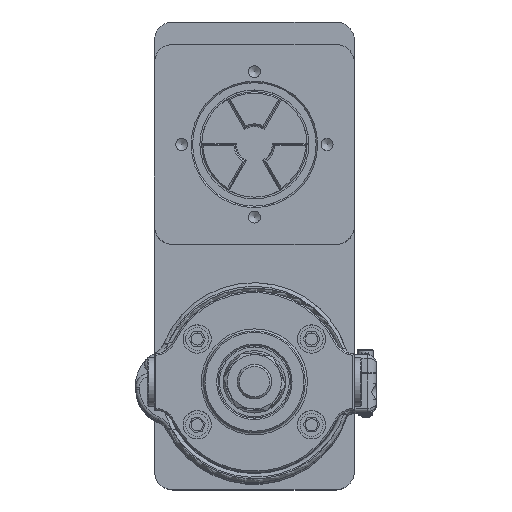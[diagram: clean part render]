
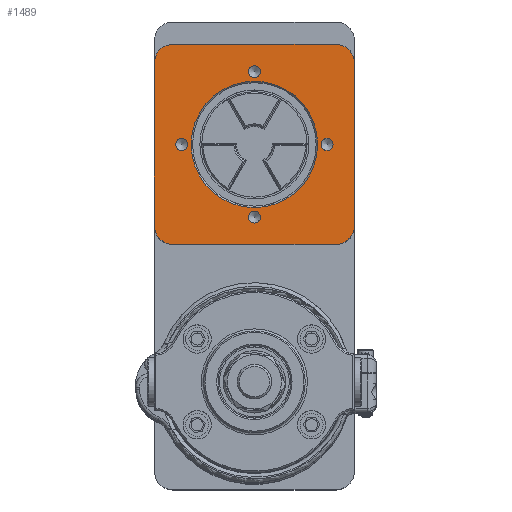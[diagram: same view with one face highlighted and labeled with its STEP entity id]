
A CAD part, top view. The second image highlights one B-rep face of the part: STEP entity #1489.
In plain terms, the highlighted planar face has unit normal (0, 0, 1).
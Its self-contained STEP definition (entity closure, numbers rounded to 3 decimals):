
#288 = DIRECTION ( 'NONE',  ( 0., 0., -1. ) ) ;
#413 = FACE_BOUND ( 'NONE', #24461, .T. ) ;
#551 = EDGE_CURVE ( 'NONE', #3494, #3494, #6995, .T. ) ;
#651 = FACE_BOUND ( 'NONE', #5492, .T. ) ;
#675 = CIRCLE ( 'NONE', #4650, 2.1 ) ;
#701 = CIRCLE ( 'NONE', #1482, 22.098 ) ;
#829 = EDGE_LOOP ( 'NONE', ( #18155 ) ) ;
#911 = CIRCLE ( 'NONE', #20414, 6.35 ) ;
#1011 = CARTESIAN_POINT ( 'NONE',  ( -28.575, 28.575, 44.399 ) ) ;
#1060 = ORIENTED_EDGE ( 'NONE', *, *, #551, .F. ) ;
#1236 = CARTESIAN_POINT ( 'NONE',  ( -34.925, -28.575, 44.399 ) ) ;
#1296 = EDGE_CURVE ( 'NONE', #22834, #22834, #675, .T. ) ;
#1482 = AXIS2_PLACEMENT_3D ( 'NONE', #4874, #16007, #12438 ) ;
#1489 = ADVANCED_FACE ( 'NONE', ( #413, #651, #11739, #15375, #11615, #8257 ), #15887, .F. ) ;
#1595 = CARTESIAN_POINT ( 'NONE',  ( -28.575, -28.575, 44.399 ) ) ;
#1828 = CIRCLE ( 'NONE', #9379, 2.1 ) ;
#2278 = DIRECTION ( 'NONE',  ( 0., 0., 1. ) ) ;
#2332 = CARTESIAN_POINT ( 'NONE',  ( -34.925, 34.925, 44.399 ) ) ;
#2460 = DIRECTION ( 'NONE',  ( -1., 0., 0. ) ) ;
#3031 = ORIENTED_EDGE ( 'NONE', *, *, #18260, .F. ) ;
#3091 = DIRECTION ( 'NONE',  ( 0., 0., 1. ) ) ;
#3494 = VERTEX_POINT ( 'NONE', #14826 ) ;
#3664 = DIRECTION ( 'NONE',  ( 1., 0., 0. ) ) ;
#3702 = VERTEX_POINT ( 'NONE', #1236 ) ;
#4015 = CARTESIAN_POINT ( 'NONE',  ( -34.925, -34.925, 44.399 ) ) ;
#4039 = CIRCLE ( 'NONE', #9623, 6.35 ) ;
#4133 = CARTESIAN_POINT ( 'NONE',  ( 25.4, 0., 44.399 ) ) ;
#4214 = CARTESIAN_POINT ( 'NONE',  ( 34.925, -34.925, 44.399 ) ) ;
#4287 = CARTESIAN_POINT ( 'NONE',  ( -28.575, 34.925, 44.399 ) ) ;
#4645 = CARTESIAN_POINT ( 'NONE',  ( -22.098, 0., 44.399 ) ) ;
#4650 = AXIS2_PLACEMENT_3D ( 'NONE', #9246, #22480, #5388 ) ;
#4874 = CARTESIAN_POINT ( 'NONE',  ( 0., 0., 44.399 ) ) ;
#4979 = ORIENTED_EDGE ( 'NONE', *, *, #7273, .T. ) ;
#5388 = DIRECTION ( 'NONE',  ( 1., 0., 0. ) ) ;
#5492 = EDGE_LOOP ( 'NONE', ( #3031 ) ) ;
#5684 = VERTEX_POINT ( 'NONE', #21357 ) ;
#5695 = EDGE_CURVE ( 'NONE', #11682, #8941, #5761, .T. ) ;
#5761 = LINE ( 'NONE', #4015, #13565 ) ;
#5892 = DIRECTION ( 'NONE',  ( -1., 0., 0. ) ) ;
#5957 = DIRECTION ( 'NONE',  ( 0., 0., 1. ) ) ;
#6015 = CARTESIAN_POINT ( 'NONE',  ( 0., 0., 44.399 ) ) ;
#6151 = CARTESIAN_POINT ( 'NONE',  ( 2.1, 25.4, 44.399 ) ) ;
#6224 = EDGE_CURVE ( 'NONE', #3702, #11682, #4039, .T. ) ;
#6391 = VERTEX_POINT ( 'NONE', #4645 ) ;
#6858 = DIRECTION ( 'NONE',  ( 0., -1., 0. ) ) ;
#6995 = CIRCLE ( 'NONE', #20947, 2.1 ) ;
#7273 = EDGE_CURVE ( 'NONE', #5684, #11398, #911, .T. ) ;
#7436 = CARTESIAN_POINT ( 'NONE',  ( -34.925, -34.925, 44.399 ) ) ;
#7481 = CARTESIAN_POINT ( 'NONE',  ( 2.1, -25.4, 44.399 ) ) ;
#7713 = LINE ( 'NONE', #4214, #17918 ) ;
#7751 = ORIENTED_EDGE ( 'NONE', *, *, #5695, .T. ) ;
#8084 = DIRECTION ( 'NONE',  ( 0., 1., 0. ) ) ;
#8257 = FACE_OUTER_BOUND ( 'NONE', #20842, .T. ) ;
#8273 = VERTEX_POINT ( 'NONE', #6151 ) ;
#8440 = DIRECTION ( 'NONE',  ( -1., 0., 0. ) ) ;
#8540 = CARTESIAN_POINT ( 'NONE',  ( -28.575, -34.925, 44.399 ) ) ;
#8747 = CARTESIAN_POINT ( 'NONE',  ( 34.925, -28.575, 44.399 ) ) ;
#8941 = VERTEX_POINT ( 'NONE', #12247 ) ;
#9048 = ORIENTED_EDGE ( 'NONE', *, *, #18444, .T. ) ;
#9112 = CIRCLE ( 'NONE', #11103, 6.35 ) ;
#9246 = CARTESIAN_POINT ( 'NONE',  ( 0., -25.4, 44.399 ) ) ;
#9379 = AXIS2_PLACEMENT_3D ( 'NONE', #4133, #2278, #17513 ) ;
#9623 = AXIS2_PLACEMENT_3D ( 'NONE', #1595, #3091, #18581 ) ;
#10010 = DIRECTION ( 'NONE',  ( 1., 0., 0. ) ) ;
#10296 = AXIS2_PLACEMENT_3D ( 'NONE', #21134, #19258, #3664 ) ;
#11058 = VERTEX_POINT ( 'NONE', #8747 ) ;
#11103 = AXIS2_PLACEMENT_3D ( 'NONE', #1011, #13720, #19475 ) ;
#11398 = VERTEX_POINT ( 'NONE', #18784 ) ;
#11615 = FACE_BOUND ( 'NONE', #829, .T. ) ;
#11682 = VERTEX_POINT ( 'NONE', #8540 ) ;
#11739 = FACE_BOUND ( 'NONE', #21094, .T. ) ;
#11801 = CARTESIAN_POINT ( 'NONE',  ( 28.575, -28.575, 44.399 ) ) ;
#11958 = DIRECTION ( 'NONE',  ( 0., 0., 1. ) ) ;
#12247 = CARTESIAN_POINT ( 'NONE',  ( 28.575, -34.925, 44.399 ) ) ;
#12285 = ORIENTED_EDGE ( 'NONE', *, *, #23176, .T. ) ;
#12438 = DIRECTION ( 'NONE',  ( -1., 0., 0. ) ) ;
#12483 = ORIENTED_EDGE ( 'NONE', *, *, #19836, .T. ) ;
#13565 = VECTOR ( 'NONE', #10010, 1000. ) ;
#13701 = CARTESIAN_POINT ( 'NONE',  ( -25.4, 0., 44.399 ) ) ;
#13720 = DIRECTION ( 'NONE',  ( 0., 0., 1. ) ) ;
#14337 = ORIENTED_EDGE ( 'NONE', *, *, #1296, .F. ) ;
#14826 = CARTESIAN_POINT ( 'NONE',  ( -23.3, 0., 44.399 ) ) ;
#15010 = AXIS2_PLACEMENT_3D ( 'NONE', #6015, #288, #5892 ) ;
#15375 = FACE_BOUND ( 'NONE', #21216, .T. ) ;
#15887 = PLANE ( 'NONE',  #15010 ) ;
#15953 = CARTESIAN_POINT ( 'NONE',  ( 28.575, 28.575, 44.399 ) ) ;
#16007 = DIRECTION ( 'NONE',  ( 0., 0., -1. ) ) ;
#16332 = EDGE_CURVE ( 'NONE', #11398, #21635, #19410, .T. ) ;
#16863 = VERTEX_POINT ( 'NONE', #19743 ) ;
#16946 = LINE ( 'NONE', #7436, #24235 ) ;
#17499 = DIRECTION ( 'NONE',  ( 1., 0., 0. ) ) ;
#17513 = DIRECTION ( 'NONE',  ( 1., 0., 0. ) ) ;
#17918 = VECTOR ( 'NONE', #8084, 1000. ) ;
#18155 = ORIENTED_EDGE ( 'NONE', *, *, #19170, .T. ) ;
#18260 = EDGE_CURVE ( 'NONE', #22613, #22613, #1828, .T. ) ;
#18414 = ORIENTED_EDGE ( 'NONE', *, *, #16332, .T. ) ;
#18444 = EDGE_CURVE ( 'NONE', #8941, #11058, #18567, .T. ) ;
#18567 = CIRCLE ( 'NONE', #21738, 6.35 ) ;
#18581 = DIRECTION ( 'NONE',  ( -1., 0., 0. ) ) ;
#18784 = CARTESIAN_POINT ( 'NONE',  ( 28.575, 34.925, 44.399 ) ) ;
#18868 = CARTESIAN_POINT ( 'NONE',  ( 27.5, 0., 44.399 ) ) ;
#19170 = EDGE_CURVE ( 'NONE', #6391, #6391, #701, .T. ) ;
#19258 = DIRECTION ( 'NONE',  ( 0., 0., 1. ) ) ;
#19292 = VECTOR ( 'NONE', #23050, 1000. ) ;
#19410 = LINE ( 'NONE', #2332, #19292 ) ;
#19475 = DIRECTION ( 'NONE',  ( -1., 0., 0. ) ) ;
#19743 = CARTESIAN_POINT ( 'NONE',  ( -34.925, 28.575, 44.399 ) ) ;
#19780 = DIRECTION ( 'NONE',  ( 0., 0., 1. ) ) ;
#19836 = EDGE_CURVE ( 'NONE', #16863, #3702, #16946, .T. ) ;
#20404 = EDGE_CURVE ( 'NONE', #8273, #8273, #23071, .T. ) ;
#20414 = AXIS2_PLACEMENT_3D ( 'NONE', #15953, #19780, #8440 ) ;
#20529 = ORIENTED_EDGE ( 'NONE', *, *, #6224, .T. ) ;
#20812 = ORIENTED_EDGE ( 'NONE', *, *, #20404, .F. ) ;
#20842 = EDGE_LOOP ( 'NONE', ( #12483, #20529, #7751, #9048, #12285, #4979, #18414, #24268 ) ) ;
#20947 = AXIS2_PLACEMENT_3D ( 'NONE', #13701, #11958, #17499 ) ;
#21094 = EDGE_LOOP ( 'NONE', ( #20812 ) ) ;
#21134 = CARTESIAN_POINT ( 'NONE',  ( 0., 25.4, 44.399 ) ) ;
#21216 = EDGE_LOOP ( 'NONE', ( #14337 ) ) ;
#21357 = CARTESIAN_POINT ( 'NONE',  ( 34.925, 28.575, 44.399 ) ) ;
#21635 = VERTEX_POINT ( 'NONE', #4287 ) ;
#21738 = AXIS2_PLACEMENT_3D ( 'NONE', #11801, #5957, #2460 ) ;
#22480 = DIRECTION ( 'NONE',  ( 0., 0., 1. ) ) ;
#22522 = EDGE_CURVE ( 'NONE', #21635, #16863, #9112, .T. ) ;
#22613 = VERTEX_POINT ( 'NONE', #18868 ) ;
#22834 = VERTEX_POINT ( 'NONE', #7481 ) ;
#23050 = DIRECTION ( 'NONE',  ( -1., 0., 0. ) ) ;
#23071 = CIRCLE ( 'NONE', #10296, 2.1 ) ;
#23176 = EDGE_CURVE ( 'NONE', #11058, #5684, #7713, .T. ) ;
#24235 = VECTOR ( 'NONE', #6858, 1000. ) ;
#24268 = ORIENTED_EDGE ( 'NONE', *, *, #22522, .T. ) ;
#24461 = EDGE_LOOP ( 'NONE', ( #1060 ) ) ;
